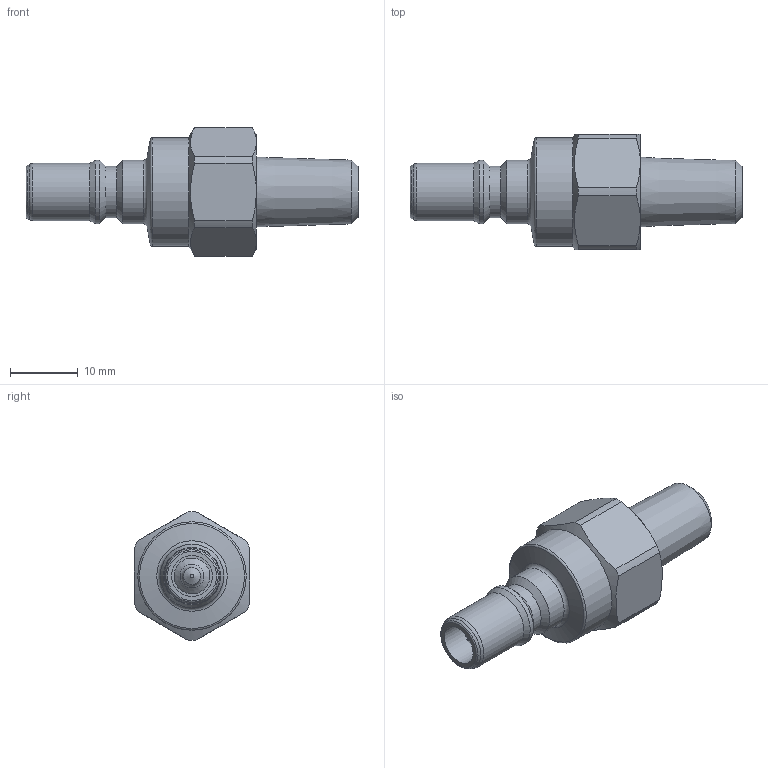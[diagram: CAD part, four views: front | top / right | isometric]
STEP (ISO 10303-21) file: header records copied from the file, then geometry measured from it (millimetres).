
FILE_DESCRIPTION(/* description */ (''),/* implementation_level */ '2;1');
FILE_NAME(/* name */ '.stp',/* time_stamp */ '2024-11-06T09:56:51+01:00',/* author */ ('meier'),/* organization */ (''),/* preprocessor_version */ 'ST-DEVELOPER v18.1',/* originating_system */ 'Autodesk Inventor 2022',/* authorisation */ '0 mm^3');
FILE_SCHEMA (('AUTOMOTIVE_DESIGN { 1 0 10303 214 3 1 1 }'));
Length unit declared in the file: millimetre
Products named in the file (1): ESFM14NAABNPT-U
Bounding box: 49 x 17 x 19 mm (x, y, z)
Volume: 4938.5 mm3; surface area: 3060.5 mm2
Topology: 1 solids, 1 shells, 57 faces, 120 edges, 72 vertices
Faces by surface type: cone 19, cylinder 17, plane 15, torus 6
Full cylindrical faces by diameter (mm): 1.5 x1, 2.5 x1, 3.7 x1, 5.3 x1, 6 x2, 7.6 x1, 8.45 x1, 9.4 x2, 16 x1
Entity records: 1628 total; most frequent: CARTESIAN_POINT 286, DIRECTION 284, ORIENTED_EDGE 240, AXIS2_PLACEMENT_3D 124, EDGE_CURVE 120, VERTEX_POINT 72, CIRCLE 66, EDGE_LOOP 64
